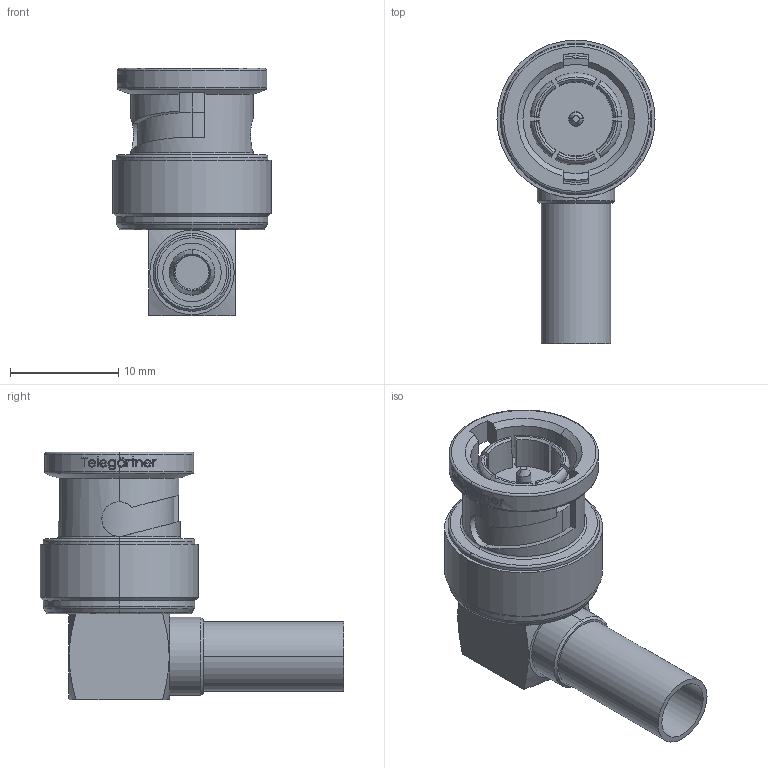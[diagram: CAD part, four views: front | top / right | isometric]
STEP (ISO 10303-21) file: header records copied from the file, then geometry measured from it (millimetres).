
FILE_DESCRIPTION (( 'STEP AP214' ), '1' );
FILE_NAME ('J01002A0021.STEP', '2019-07-03T08:57:34', ( '' ), ( '' ), 'SwSTEP 2.0', 'SolidWorks 2018', '' );
FILE_SCHEMA (( 'AUTOMOTIVE_DESIGN' ));
Length unit declared in the file: millimetre
Products named in the file (1): J01002A0021
Bounding box: 14.6 x 28.05 x 22.85 mm (x, y, z)
Volume: 2639.5 mm3; surface area: 2124.1 mm2
Topology: 1 solids, 1 shells, 310 faces, 792 edges, 514 vertices
Faces by surface type: plane 110, bspline 78, cylinder 68, cone 36, torus 18
Entity records: 15717 total; most frequent: CARTESIAN_POINT 5389, ORIENTED_EDGE 1584, DIRECTION 1218, EDGE_CURVE 792, VERTEX_POINT 514, AXIS2_PLACEMENT_3D 436, VECTOR 346, LINE 346
